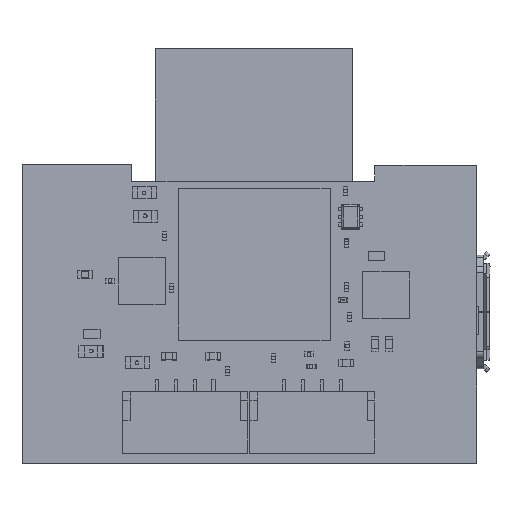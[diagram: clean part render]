
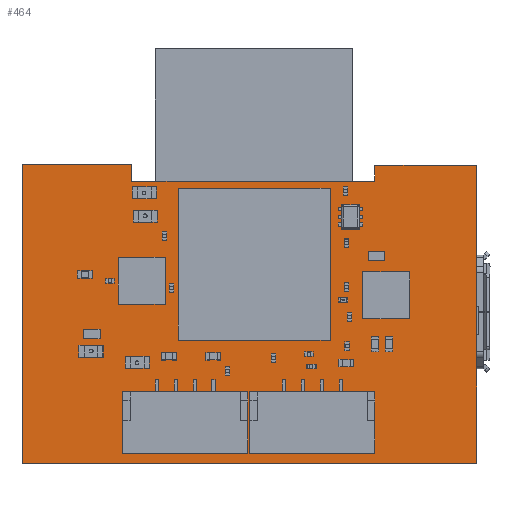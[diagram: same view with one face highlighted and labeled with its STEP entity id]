
A CAD part, top view. The second image highlights one B-rep face of the part: STEP entity #464.
In plain terms, the highlighted planar face has unit normal (0, 0, 1).
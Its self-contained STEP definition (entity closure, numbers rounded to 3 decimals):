
#207 = VERTEX_POINT('',#208);
#208 = CARTESIAN_POINT('',(10.7,40.85,0.));
#214 = EDGE_CURVE('',#207,#215,#217,.T.);
#215 = VERTEX_POINT('',#216);
#216 = CARTESIAN_POINT('',(10.7,60.581,0.));
#217 = LINE('',#218,#219);
#218 = CARTESIAN_POINT('',(10.7,40.85,0.));
#219 = VECTOR('',#220,1.);
#220 = DIRECTION('',(0.,1.,0.));
#245 = EDGE_CURVE('',#215,#246,#248,.T.);
#246 = VERTEX_POINT('',#247);
#247 = CARTESIAN_POINT('',(17.95,60.581,0.));
#248 = LINE('',#249,#250);
#249 = CARTESIAN_POINT('',(10.7,60.581,0.));
#250 = VECTOR('',#251,1.);
#251 = DIRECTION('',(1.,0.,0.));
#276 = EDGE_CURVE('',#246,#277,#279,.T.);
#277 = VERTEX_POINT('',#278);
#278 = CARTESIAN_POINT('',(17.95,59.45,0.));
#279 = LINE('',#280,#281);
#280 = CARTESIAN_POINT('',(17.95,60.581,0.));
#281 = VECTOR('',#282,1.);
#282 = DIRECTION('',(0.,-1.,0.));
#307 = EDGE_CURVE('',#277,#308,#310,.T.);
#308 = VERTEX_POINT('',#309);
#309 = CARTESIAN_POINT('',(33.975,59.45,0.));
#310 = LINE('',#311,#312);
#311 = CARTESIAN_POINT('',(17.95,59.45,0.));
#312 = VECTOR('',#313,1.);
#313 = DIRECTION('',(1.,0.,0.));
#338 = EDGE_CURVE('',#308,#339,#341,.T.);
#339 = VERTEX_POINT('',#340);
#340 = CARTESIAN_POINT('',(33.975,60.5,0.));
#341 = LINE('',#342,#343);
#342 = CARTESIAN_POINT('',(33.975,59.45,0.));
#343 = VECTOR('',#344,1.);
#344 = DIRECTION('',(0.,1.,0.));
#369 = EDGE_CURVE('',#339,#370,#372,.T.);
#370 = VERTEX_POINT('',#371);
#371 = CARTESIAN_POINT('',(40.7,60.5,0.));
#372 = LINE('',#373,#374);
#373 = CARTESIAN_POINT('',(33.975,60.5,0.));
#374 = VECTOR('',#375,1.);
#375 = DIRECTION('',(1.,0.,0.));
#400 = EDGE_CURVE('',#370,#401,#403,.T.);
#401 = VERTEX_POINT('',#402);
#402 = CARTESIAN_POINT('',(40.7,40.85,0.));
#403 = LINE('',#404,#405);
#404 = CARTESIAN_POINT('',(40.7,60.5,0.));
#405 = VECTOR('',#406,1.);
#406 = DIRECTION('',(0.,-1.,0.));
#431 = EDGE_CURVE('',#401,#207,#432,.T.);
#432 = LINE('',#433,#434);
#433 = CARTESIAN_POINT('',(40.7,40.85,0.));
#434 = VECTOR('',#435,1.);
#435 = DIRECTION('',(-1.,0.,0.));
#464 = ADVANCED_FACE('',(#465),#475,.T.);
#465 = FACE_BOUND('',#466,.F.);
#466 = EDGE_LOOP('',(#467,#468,#469,#470,#471,#472,#473,#474));
#467 = ORIENTED_EDGE('',*,*,#214,.T.);
#468 = ORIENTED_EDGE('',*,*,#245,.T.);
#469 = ORIENTED_EDGE('',*,*,#276,.T.);
#470 = ORIENTED_EDGE('',*,*,#307,.T.);
#471 = ORIENTED_EDGE('',*,*,#338,.T.);
#472 = ORIENTED_EDGE('',*,*,#369,.T.);
#473 = ORIENTED_EDGE('',*,*,#400,.T.);
#474 = ORIENTED_EDGE('',*,*,#431,.T.);
#475 = PLANE('',#476);
#476 = AXIS2_PLACEMENT_3D('',#477,#478,#479);
#477 = CARTESIAN_POINT('',(10.7,40.85,0.));
#478 = DIRECTION('',(0.,0.,1.));
#479 = DIRECTION('',(1.,0.,0.));
